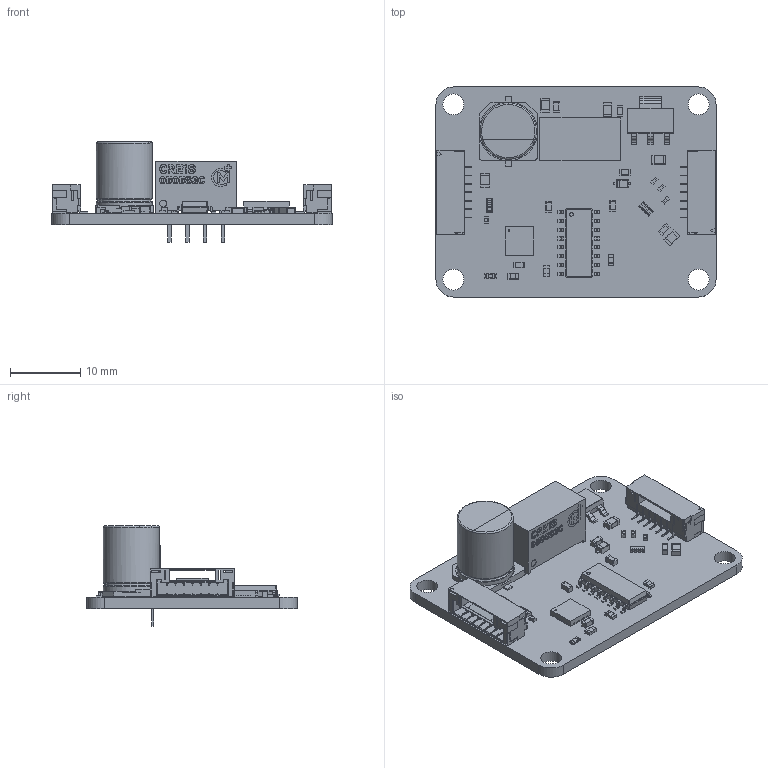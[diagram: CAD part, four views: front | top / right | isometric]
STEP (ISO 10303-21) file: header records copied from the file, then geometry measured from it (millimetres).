
FILE_DESCRIPTION(('FreeCAD Model'),'2;1');
FILE_NAME( 'bricklet-isolator.step', '2018-07-31T09:45:01',('kicad StepUp'),('ksu MCAD'), 'Open CASCADE STEP processor 7.3','FreeCAD','Unknown');
FILE_SCHEMA(('AUTOMOTIVE_DESIGN { 1 0 10303 214 1 1 1 1 }'));
Length unit declared in the file: millimetre
Products named in the file (35): bricklet-isolator; Board_Geoms; Pcb; Step_Models; Top; C_0805_; c_elec_8x10_; soic_16_39x99_p127_; C_0805_001; C_0603_; C_0603_001; C_0805_002; C_0603_002; C_0603_003; C_0805_003; C_0603_004; C_0805_004; C_0603_005; C_0603_006; SOD323F_; D_0603_blue_; BrickletConn_7pin_; BrickletConn_7pin_001; R_0603_; R_0603_001; R_0603_002; Cut_; Cut_001; SOT-223_; QFN-24_4x4mm_Pitch0.5mm_; C_0402_; C_0402_001; C_0402_002; C_0402_003; CRE1S_
Assembly tree (34 placements, depth 4):
  bricklet-isolator
    Board_Geoms
      Pcb
    Step_Models
      Top
        C_0805_
        c_elec_8x10_
        soic_16_39x99_p127_
        C_0805_001
        C_0603_
        C_0603_001
        C_0805_002
        C_0603_002
        C_0603_003
        C_0805_003
        C_0603_004
        C_0805_004
        C_0603_005
        C_0603_006
        SOD323F_
        D_0603_blue_
        BrickletConn_7pin_
        BrickletConn_7pin_001
        R_0603_
        R_0603_001
        R_0603_002
        Cut_
        Cut_001
        SOT-223_
        QFN-24_4x4mm_Pitch0.5mm_
        C_0402_
        C_0402_001
        C_0402_002
        C_0402_003
        CRE1S_
Bounding box: 40 x 30 x 14.3 mm (x, y, z)
Volume: 3156.5 mm3; surface area: 4790.1 mm2
Topology: 31 solids, 36 shells, 2707 faces, 7589 edges, 4938 vertices
Faces by surface type: plane 1993, cylinder 397, extrusion 266, bspline 42, torus 4, sphere 4, revolution 1
Full cylindrical faces by diameter (mm): 0.5 x1, 1 x5, 3 x4, 8 x2
Entity records: 132510 total; most frequent: CARTESIAN_POINT 43841, ORIENTED_EDGE 15170, DIRECTION 12941, EDGE_CURVE 7585, VECTOR 6468, LINE 6202, VERTEX_POINT 4938, AXIS2_PLACEMENT_3D 3236
